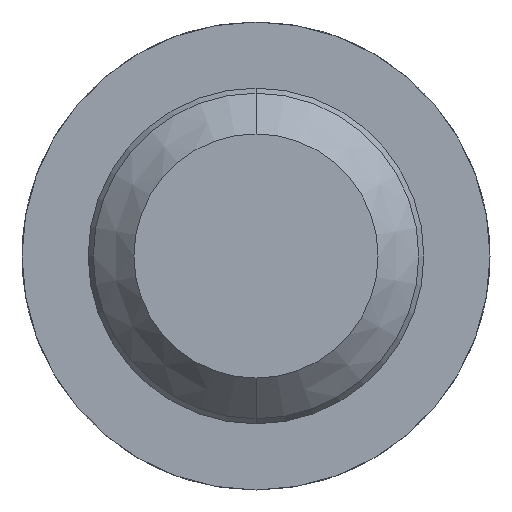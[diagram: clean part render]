
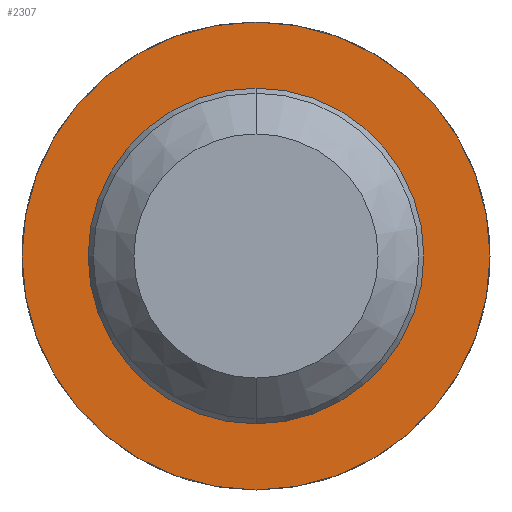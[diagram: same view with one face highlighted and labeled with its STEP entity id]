
A CAD part, front view. The second image highlights one B-rep face of the part: STEP entity #2307.
In plain terms, the highlighted planar face has unit normal (0, -1, 0).
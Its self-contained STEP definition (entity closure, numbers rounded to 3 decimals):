
#116 = EDGE_CURVE ( 'Defeature ausgef�hrt3_7+Defeature ausgef�hrt3_8+Defeature ausgef�hrt3_8+Defeature ausgef�hrt3_8', #2515, #2158, #1736, .T. ) ;
#194 = CIRCLE ( 'NONE', #3370, 1.15 ) ;
#241 = CARTESIAN_POINT ( 'NONE',  ( 0., 11., 0. ) ) ;
#308 = DIRECTION ( 'NONE',  ( 0., -1., 0. ) ) ;
#380 = FACE_BOUND ( 'NONE', #811, .T. ) ;
#479 = DIRECTION ( 'NONE',  ( 0., -1., 0. ) ) ;
#599 = CARTESIAN_POINT ( 'NONE',  ( 0., 11., -0.825 ) ) ;
#811 = EDGE_LOOP ( 'NONE', ( #1657, #1779 ) ) ;
#826 = CARTESIAN_POINT ( 'NONE',  ( 0., 11., 0. ) ) ;
#847 = CARTESIAN_POINT ( 'NONE',  ( 0.825, 11., 0. ) ) ;
#892 = CARTESIAN_POINT ( 'NONE',  ( 0., 11., 1.15 ) ) ;
#1079 = EDGE_CURVE ( 'Defeature ausgef�hrt3_7+Defeature ausgef�hrt3_8+Defeature ausgef�hrt3_8+Defeature ausgef�hrt3_8', #2158, #2515, #1547, .T. ) ;
#1275 = EDGE_CURVE ( 'Defeature ausgef�hrt3_8+Defeature ausgef�hrt3_9+Defeature ausgef�hrt3_9+Defeature ausgef�hrt3_9', #3660, #3071, #194, .T. ) ;
#1429 = DIRECTION ( 'NONE',  ( 0., -1., 0. ) ) ;
#1445 = CARTESIAN_POINT ( 'NONE',  ( 0., 11., 0. ) ) ;
#1547 = CIRCLE ( 'NONE', #2828, 0.825 ) ;
#1657 = ORIENTED_EDGE ( 'NONE', *, *, #116, .F. ) ;
#1736 = CIRCLE ( 'NONE', #2292, 0.825 ) ;
#1762 = DIRECTION ( 'NONE',  ( 0., -1., 0. ) ) ;
#1768 = DIRECTION ( 'NONE',  ( 0., 0., -1. ) ) ;
#1778 = DIRECTION ( 'NONE',  ( 0., 0., -1. ) ) ;
#1779 = ORIENTED_EDGE ( 'NONE', *, *, #1079, .F. ) ;
#1789 = ORIENTED_EDGE ( 'NONE', *, *, #2876, .T. ) ;
#1951 = CIRCLE ( 'NONE', #2921, 1.15 ) ;
#2106 = DIRECTION ( 'NONE',  ( 0., 0., -1. ) ) ;
#2158 = VERTEX_POINT ( 'NONE', #2528 ) ;
#2203 = AXIS2_PLACEMENT_3D ( 'NONE', #847, #1762, #2392 ) ;
#2292 = AXIS2_PLACEMENT_3D ( 'NONE', #1445, #2749, #1778 ) ;
#2307 = ADVANCED_FACE ( 'Defeature ausgef�hrt3_8', ( #2962, #380 ), #3251, .T. ) ;
#2392 = DIRECTION ( 'NONE',  ( 0., 0., -1. ) ) ;
#2515 = VERTEX_POINT ( 'NONE', #599 ) ;
#2528 = CARTESIAN_POINT ( 'NONE',  ( 0., 11., 0.825 ) ) ;
#2652 = CARTESIAN_POINT ( 'NONE',  ( 0., 11., -1.15 ) ) ;
#2749 = DIRECTION ( 'NONE',  ( 0., -1., 0. ) ) ;
#2828 = AXIS2_PLACEMENT_3D ( 'NONE', #241, #308, #3846 ) ;
#2876 = EDGE_CURVE ( 'Defeature ausgef�hrt3_8+Defeature ausgef�hrt3_9+Defeature ausgef�hrt3_9+Defeature ausgef�hrt3_9', #3071, #3660, #1951, .T. ) ;
#2883 = EDGE_LOOP ( 'NONE', ( #3881, #1789 ) ) ;
#2921 = AXIS2_PLACEMENT_3D ( 'NONE', #3023, #1429, #2106 ) ;
#2962 = FACE_OUTER_BOUND ( 'NONE', #2883, .T. ) ;
#3023 = CARTESIAN_POINT ( 'NONE',  ( 0., 11., 0. ) ) ;
#3071 = VERTEX_POINT ( 'NONE', #892 ) ;
#3251 = PLANE ( 'NONE',  #2203 ) ;
#3370 = AXIS2_PLACEMENT_3D ( 'NONE', #826, #479, #1768 ) ;
#3660 = VERTEX_POINT ( 'NONE', #2652 ) ;
#3846 = DIRECTION ( 'NONE',  ( 0., 0., -1. ) ) ;
#3881 = ORIENTED_EDGE ( 'NONE', *, *, #1275, .T. ) ;
